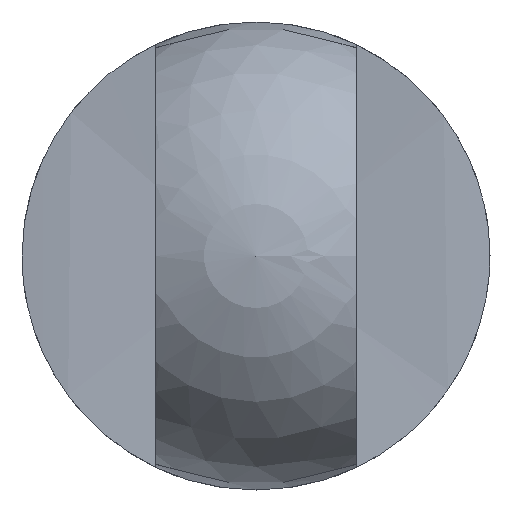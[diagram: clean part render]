
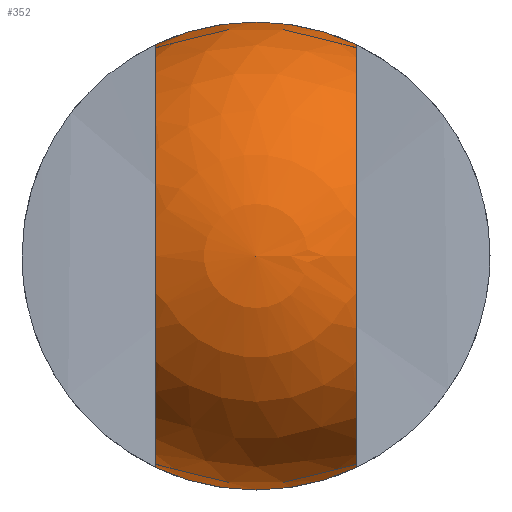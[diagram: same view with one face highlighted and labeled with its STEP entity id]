
A CAD part, left-side view. The second image highlights one B-rep face of the part: STEP entity #352.
In plain terms, the highlighted spherical face has radius 3.5 mm.
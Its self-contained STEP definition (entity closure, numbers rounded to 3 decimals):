
#198=CARTESIAN_POINT('',(-11.5,1.5,-3.162));
#199=VERTEX_POINT('',#198);
#208=CARTESIAN_POINT('',(-11.5,1.5,3.162));
#209=VERTEX_POINT('',#208);
#210=CARTESIAN_POINT('',(-11.5,1.5,0.));
#211=DIRECTION('',(0.0,-1.0,0.0));
#212=DIRECTION('',(0.0,0.0,1.0));
#213=AXIS2_PLACEMENT_3D('',#210,#211,#212);
#214=CIRCLE('',#213,3.162);
#215=EDGE_CURVE('',#209,#199,#214,.T.);
#265=CARTESIAN_POINT('',(-11.5,-1.5,-3.162));
#266=VERTEX_POINT('',#265);
#282=CARTESIAN_POINT('',(-11.5,-1.5,3.162));
#283=VERTEX_POINT('',#282);
#290=CARTESIAN_POINT('',(-11.5,-1.5,0.));
#291=DIRECTION('',(0.0,1.0,0.0));
#292=DIRECTION('',(0.0,0.0,-1.0));
#293=AXIS2_PLACEMENT_3D('',#290,#291,#292);
#294=CIRCLE('',#293,3.162);
#295=EDGE_CURVE('',#266,#283,#294,.T.);
#329=CARTESIAN_POINT('',(-11.5,0.0,0.0));
#330=DIRECTION('',(1.0,0.0,0.0));
#331=DIRECTION('',(0.0,-1.0,0.0));
#332=AXIS2_PLACEMENT_3D('',#329,#330,#331);
#333=SPHERICAL_SURFACE('',#332,3.5);
#334=ORIENTED_EDGE('',*,*,#295,.T.);
#335=CARTESIAN_POINT('',(-11.5,0.0,0.0));
#336=DIRECTION('',(1.0,0.0,0.0));
#337=DIRECTION('',(0.0,1.0,0.0));
#338=AXIS2_PLACEMENT_3D('',#335,#336,#337);
#339=CIRCLE('',#338,3.5);
#340=EDGE_CURVE('',#209,#283,#339,.T.);
#341=ORIENTED_EDGE('',*,*,#340,.F.);
#342=ORIENTED_EDGE('',*,*,#215,.T.);
#343=CARTESIAN_POINT('',(-11.5,0.0,0.0));
#344=DIRECTION('',(1.0,0.0,0.0));
#345=DIRECTION('',(0.0,1.0,0.0));
#346=AXIS2_PLACEMENT_3D('',#343,#344,#345);
#347=CIRCLE('',#346,3.5);
#348=EDGE_CURVE('',#266,#199,#347,.T.);
#349=ORIENTED_EDGE('',*,*,#348,.F.);
#350=EDGE_LOOP('',(#334,#341,#342,#349));
#351=FACE_OUTER_BOUND('',#350,.T.);
#352=ADVANCED_FACE('',(#351),#333,.T.);
